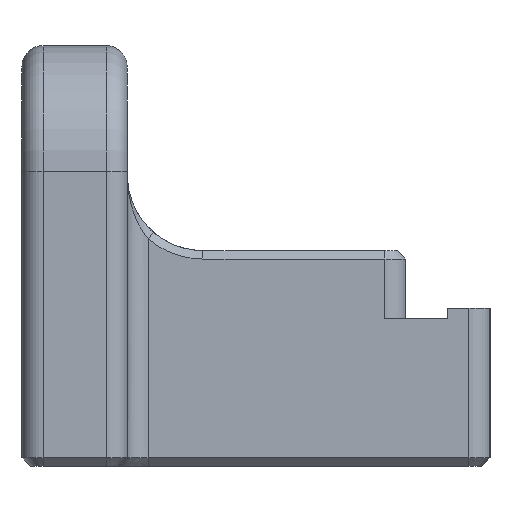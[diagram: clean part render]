
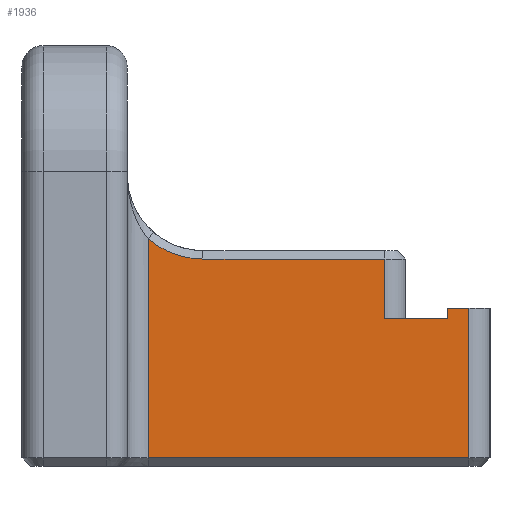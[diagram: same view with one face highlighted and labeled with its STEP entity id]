
A CAD part, left-side view. The second image highlights one B-rep face of the part: STEP entity #1936.
In plain terms, the highlighted planar face has unit normal (-1, 0, 0).
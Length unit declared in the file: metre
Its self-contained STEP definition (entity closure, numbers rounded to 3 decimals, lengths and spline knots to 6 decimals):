
#116=CIRCLE('',#2107,0.004);
#342=ORIENTED_EDGE('',*,*,#882,.T.);
#343=ORIENTED_EDGE('',*,*,#883,.T.);
#344=ORIENTED_EDGE('',*,*,#884,.T.);
#345=ORIENTED_EDGE('',*,*,#808,.F.);
#346=ORIENTED_EDGE('',*,*,#787,.F.);
#347=ORIENTED_EDGE('',*,*,#805,.F.);
#348=ORIENTED_EDGE('',*,*,#885,.T.);
#349=ORIENTED_EDGE('',*,*,#886,.T.);
#350=ORIENTED_EDGE('',*,*,#887,.T.);
#787=EDGE_CURVE('',#1072,#1070,#1231,.T.);
#805=EDGE_CURVE('',#1088,#1072,#1241,.F.);
#808=EDGE_CURVE('',#1070,#1090,#1243,.F.);
#882=EDGE_CURVE('',#1142,#1143,#1305,.T.);
#883=EDGE_CURVE('',#1143,#1144,#1306,.T.);
#884=EDGE_CURVE('',#1144,#1090,#1307,.T.);
#885=EDGE_CURVE('',#1088,#1145,#1308,.F.);
#886=EDGE_CURVE('',#1145,#1146,#1309,.T.);
#887=EDGE_CURVE('',#1146,#1142,#116,.T.);
#1070=VERTEX_POINT('',#2958);
#1072=VERTEX_POINT('',#2962);
#1088=VERTEX_POINT('',#2997);
#1090=VERTEX_POINT('',#3004);
#1142=VERTEX_POINT('',#3148);
#1143=VERTEX_POINT('',#3149);
#1144=VERTEX_POINT('',#3151);
#1145=VERTEX_POINT('',#3154);
#1146=VERTEX_POINT('',#3156);
#1231=LINE('',#2963,#1427);
#1241=LINE('',#2998,#1437);
#1243=LINE('',#3003,#1439);
#1305=LINE('',#3147,#1501);
#1306=LINE('',#3150,#1502);
#1307=LINE('',#3152,#1503);
#1308=LINE('',#3153,#1504);
#1309=LINE('',#3155,#1505);
#1427=VECTOR('',#2331,1.);
#1437=VECTOR('',#2359,1.);
#1439=VECTOR('',#2365,1.);
#1501=VECTOR('',#2487,1.);
#1502=VECTOR('',#2488,1.);
#1503=VECTOR('',#2489,1.);
#1504=VECTOR('',#2490,1.);
#1505=VECTOR('',#2491,1.);
#1617=EDGE_LOOP('',(#342,#343,#344,#345,#346,#347,#348,#349,#350));
#1749=FACE_BOUND('',#1617,.T.);
#1874=PLANE('',#2106);
#1936=ADVANCED_FACE('',(#1749),#1874,.F.);
#2106=AXIS2_PLACEMENT_3D('',#3146,#2485,#2486);
#2107=AXIS2_PLACEMENT_3D('',#3157,#2492,#2493);
#2331=DIRECTION('',(0.,0.,1.));
#2359=DIRECTION('',(0.,1.,0.));
#2365=DIRECTION('',(0.,1.,0.));
#2485=DIRECTION('',(1.,0.,0.));
#2486=DIRECTION('',(0.,0.,-1.));
#2487=DIRECTION('',(0.,0.,-1.));
#2488=DIRECTION('',(0.,-1.,0.));
#2489=DIRECTION('',(0.,0.,1.));
#2490=DIRECTION('',(0.,0.,-1.));
#2491=DIRECTION('',(0.,1.,0.));
#2492=DIRECTION('',(1.,0.,0.));
#2493=DIRECTION('',(0.,0.,-1.));
#2958=CARTESIAN_POINT('',(-0.048925,0.002,0.0025));
#2962=CARTESIAN_POINT('',(-0.048925,0.002,0.002));
#2963=CARTESIAN_POINT('',(-0.048925,0.002,0.002));
#2997=CARTESIAN_POINT('',(-0.048925,0.005,0.002));
#2998=CARTESIAN_POINT('',(-0.048925,0.007125,0.002));
#3003=CARTESIAN_POINT('',(-0.048925,0.007125,0.0025));
#3004=CARTESIAN_POINT('',(-0.048925,0.001,0.0025));
#3146=CARTESIAN_POINT('',(-0.048925,0.007125,0.0122));
#3147=CARTESIAN_POINT('',(-0.048925,0.01625,0.0122));
#3148=CARTESIAN_POINT('',(-0.048925,0.01625,0.00581));
#3149=CARTESIAN_POINT('',(-0.048925,0.01625,-0.004605));
#3150=CARTESIAN_POINT('',(-0.048925,0.007125,-0.004605));
#3151=CARTESIAN_POINT('',(-0.048925,0.001,-0.004605));
#3152=CARTESIAN_POINT('',(-0.048925,0.001,0.0122));
#3153=CARTESIAN_POINT('',(-0.048925,0.005,0.00525));
#3154=CARTESIAN_POINT('',(-0.048925,0.005,0.00485));
#3155=CARTESIAN_POINT('',(-0.048925,0.007125,0.00485));
#3156=CARTESIAN_POINT('',(-0.048925,0.01365,0.00485));
#3157=CARTESIAN_POINT('',(-0.048925,0.01365,0.00885));
